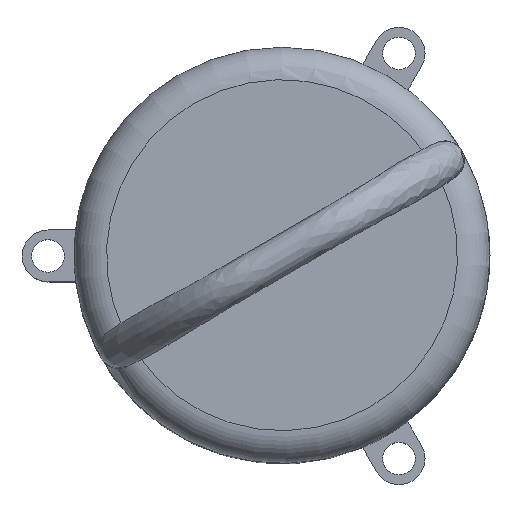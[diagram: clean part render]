
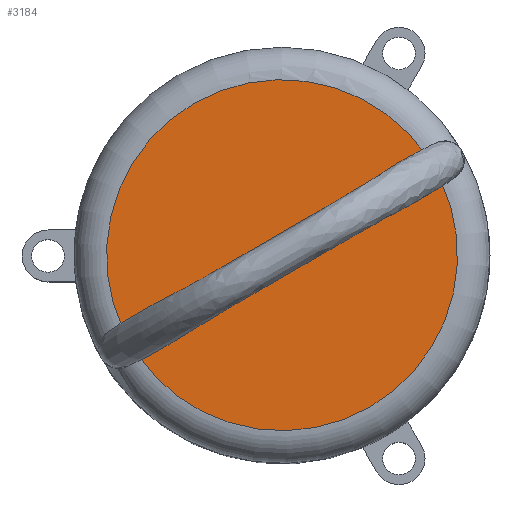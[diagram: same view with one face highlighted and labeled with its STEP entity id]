
A CAD part, top view. The second image highlights one B-rep face of the part: STEP entity #3184.
In plain terms, the highlighted planar face has unit normal (0, 0, 1).
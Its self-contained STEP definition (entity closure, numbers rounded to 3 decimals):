
#439=FACE_OUTER_BOUND('',#637,.T.);
#637=EDGE_LOOP('',(#2814,#2815,#2816,#2817,#2818));
#1212=CIRCLE('',#3577,5.);
#1215=CIRCLE('',#3582,45.);
#1220=CIRCLE('',#3587,45.);
#1222=CIRCLE('',#3589,45.);
#1224=CIRCLE('',#3593,5.);
#1506=VERTEX_POINT('',#7148);
#1507=VERTEX_POINT('',#7159);
#1510=VERTEX_POINT('',#7193);
#1514=VERTEX_POINT('',#7202);
#1518=VERTEX_POINT('',#7234);
#1940=EDGE_CURVE('',#1507,#1506,#1212,.T.);
#1945=EDGE_CURVE('',#1507,#1510,#1215,.T.);
#1950=EDGE_CURVE('',#1510,#1514,#1220,.T.);
#1955=EDGE_CURVE('',#1518,#1506,#1222,.T.);
#1958=EDGE_CURVE('',#1518,#1514,#1224,.T.);
#2814=ORIENTED_EDGE('',*,*,#1940,.T.);
#2815=ORIENTED_EDGE('',*,*,#1955,.F.);
#2816=ORIENTED_EDGE('',*,*,#1958,.T.);
#2817=ORIENTED_EDGE('',*,*,#1950,.F.);
#2818=ORIENTED_EDGE('',*,*,#1945,.F.);
#3004=PLANE('',#3594);
#3184=ADVANCED_FACE('',(#439),#3004,.T.);
#3577=AXIS2_PLACEMENT_3D('',#7160,#4431,#4432);
#3582=AXIS2_PLACEMENT_3D('',#7194,#4441,#4442);
#3587=AXIS2_PLACEMENT_3D('',#7203,#4451,#4452);
#3589=AXIS2_PLACEMENT_3D('',#7245,#4455,#4456);
#3593=AXIS2_PLACEMENT_3D('',#7250,#4464,#4465);
#3594=AXIS2_PLACEMENT_3D('',#7251,#4466,#4467);
#4431=DIRECTION('center_axis',(0.,0.,-1.));
#4432=DIRECTION('ref_axis',(-1.,0.,0.));
#4441=DIRECTION('center_axis',(0.,0.,-1.));
#4442=DIRECTION('ref_axis',(-0.388,-0.922,0.));
#4451=DIRECTION('center_axis',(0.,0.,-1.));
#4452=DIRECTION('ref_axis',(-0.388,-0.922,0.));
#4455=DIRECTION('center_axis',(0.,0.,-1.));
#4456=DIRECTION('ref_axis',(-0.388,-0.922,0.));
#4464=DIRECTION('center_axis',(0.,0.,-1.));
#4465=DIRECTION('ref_axis',(-1.,0.,0.));
#4466=DIRECTION('center_axis',(0.,0.,1.));
#4467=DIRECTION('ref_axis',(-1.,0.,0.));
#7148=CARTESIAN_POINT('',(-28.282,46.366,183.333));
#7159=CARTESIAN_POINT('',(-35.468,46.343,183.333));
#7160=CARTESIAN_POINT('Origin',(-31.864,42.877,183.333));
#7193=CARTESIAN_POINT('',(-77.018,91.21,183.333));
#7194=CARTESIAN_POINT('Origin',(-32.018,91.21,183.333));
#7202=CARTESIAN_POINT('',(-35.468,136.078,183.333));
#7203=CARTESIAN_POINT('Origin',(-32.018,91.21,183.333));
#7234=CARTESIAN_POINT('',(-28.282,136.055,183.333));
#7245=CARTESIAN_POINT('Origin',(-32.018,91.21,183.333));
#7250=CARTESIAN_POINT('Origin',(-31.864,139.544,183.333));
#7251=CARTESIAN_POINT('Origin',(-32.018,91.21,183.333));
